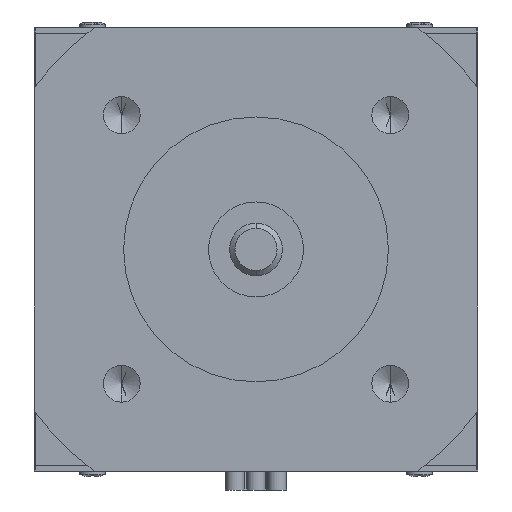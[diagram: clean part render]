
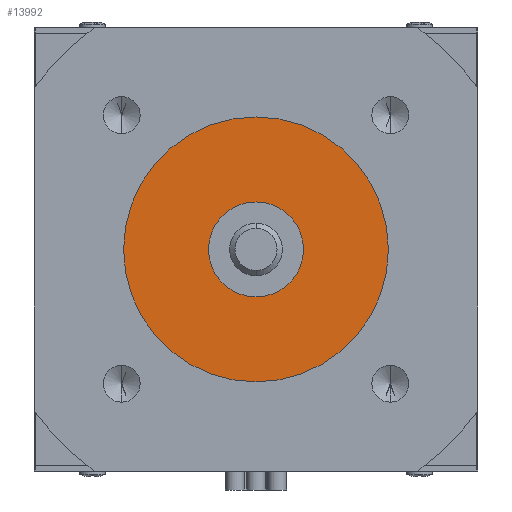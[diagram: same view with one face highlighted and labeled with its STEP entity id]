
A CAD part, front view. The second image highlights one B-rep face of the part: STEP entity #13992.
In plain terms, the highlighted planar face has unit normal (0, -1, 0).
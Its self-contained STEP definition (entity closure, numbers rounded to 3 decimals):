
#370 = DIRECTION ( 'NONE',  ( 0., 0., -1. ) ) ;
#419 = DIRECTION ( 'NONE',  ( 0., 1., 0. ) ) ;
#471 = CARTESIAN_POINT ( 'NONE',  ( 0., -3.7, 0. ) ) ;
#702 = DIRECTION ( 'NONE',  ( 0., 1., 0. ) ) ;
#717 = CIRCLE ( 'NONE', #9248, 4.5 ) ;
#764 = CARTESIAN_POINT ( 'NONE',  ( 0., -3.7, 0. ) ) ;
#1210 = EDGE_CURVE ( 'NONE', #7629, #7548, #717, .T. ) ;
#1227 = EDGE_CURVE ( 'NONE', #6786, #6745, #6376, .T. ) ;
#1630 = ORIENTED_EDGE ( 'NONE', *, *, #1210, .T. ) ;
#1667 = FACE_OUTER_BOUND ( 'NONE', #14457, .T. ) ;
#1922 = AXIS2_PLACEMENT_3D ( 'NONE', #8293, #10840, #3379 ) ;
#2979 = ORIENTED_EDGE ( 'NONE', *, *, #1227, .F. ) ;
#3379 = DIRECTION ( 'NONE',  ( 0., 0., -1. ) ) ;
#4395 = CARTESIAN_POINT ( 'NONE',  ( 0., -3.7, 0. ) ) ;
#4804 = CARTESIAN_POINT ( 'NONE',  ( 0., -3.7, 0. ) ) ;
#4851 = CARTESIAN_POINT ( 'NONE',  ( 0., -3.7, 4.5 ) ) ;
#5654 = DIRECTION ( 'NONE',  ( 0., 0., -1. ) ) ;
#6093 = DIRECTION ( 'NONE',  ( 0., 0., -1. ) ) ;
#6376 = CIRCLE ( 'NONE', #10030, 12.55 ) ;
#6745 = VERTEX_POINT ( 'NONE', #15145 ) ;
#6786 = VERTEX_POINT ( 'NONE', #11399 ) ;
#7548 = VERTEX_POINT ( 'NONE', #15871 ) ;
#7629 = VERTEX_POINT ( 'NONE', #4851 ) ;
#8293 = CARTESIAN_POINT ( 'NONE',  ( 0., -3.7, 0. ) ) ;
#8412 = PLANE ( 'NONE',  #1922 ) ;
#8694 = AXIS2_PLACEMENT_3D ( 'NONE', #4804, #13489, #6093 ) ;
#9248 = AXIS2_PLACEMENT_3D ( 'NONE', #764, #702, #10174 ) ;
#9608 = ORIENTED_EDGE ( 'NONE', *, *, #14076, .T. ) ;
#9748 = CIRCLE ( 'NONE', #8694, 4.5 ) ;
#10030 = AXIS2_PLACEMENT_3D ( 'NONE', #471, #419, #370 ) ;
#10174 = DIRECTION ( 'NONE',  ( 0., 0., -1. ) ) ;
#10505 = CIRCLE ( 'NONE', #11763, 12.55 ) ;
#10840 = DIRECTION ( 'NONE',  ( 0., -1., 0. ) ) ;
#11399 = CARTESIAN_POINT ( 'NONE',  ( 0., -3.7, -12.55 ) ) ;
#11763 = AXIS2_PLACEMENT_3D ( 'NONE', #4395, #13082, #5654 ) ;
#13082 = DIRECTION ( 'NONE',  ( 0., 1., 0. ) ) ;
#13489 = DIRECTION ( 'NONE',  ( 0., 1., 0. ) ) ;
#13738 = EDGE_CURVE ( 'NONE', #6745, #6786, #10505, .T. ) ;
#13992 = ADVANCED_FACE ( 'NONE', ( #14965, #1667 ), #8412, .T. ) ;
#14076 = EDGE_CURVE ( 'NONE', #7548, #7629, #9748, .T. ) ;
#14457 = EDGE_LOOP ( 'NONE', ( #2979, #15877 ) ) ;
#14965 = FACE_BOUND ( 'NONE', #15824, .T. ) ;
#15145 = CARTESIAN_POINT ( 'NONE',  ( 0., -3.7, 12.55 ) ) ;
#15824 = EDGE_LOOP ( 'NONE', ( #9608, #1630 ) ) ;
#15871 = CARTESIAN_POINT ( 'NONE',  ( 0., -3.7, -4.5 ) ) ;
#15877 = ORIENTED_EDGE ( 'NONE', *, *, #13738, .F. ) ;
